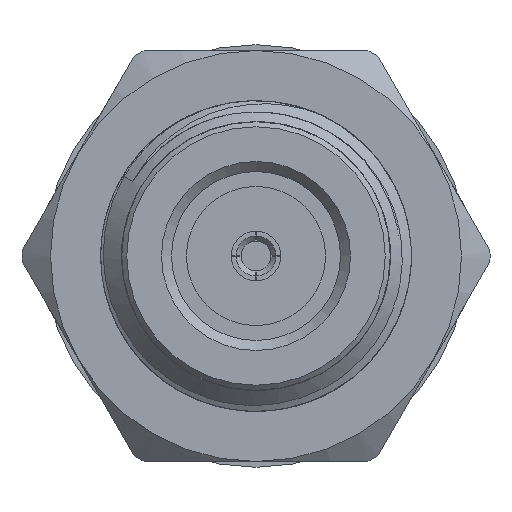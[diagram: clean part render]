
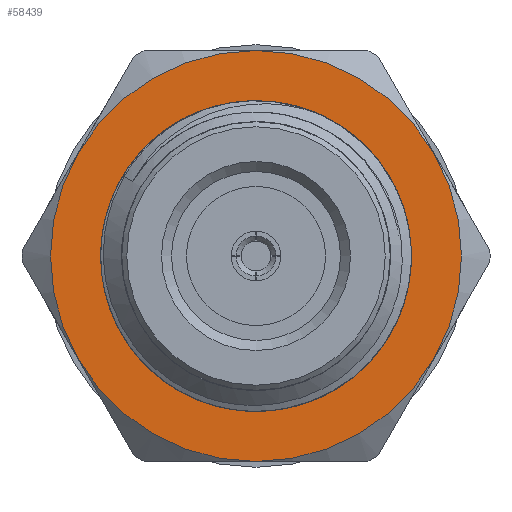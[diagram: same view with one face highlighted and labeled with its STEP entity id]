
A CAD part, left-side view. The second image highlights one B-rep face of the part: STEP entity #58439.
In plain terms, the highlighted planar face has unit normal (-1, 0, 0).
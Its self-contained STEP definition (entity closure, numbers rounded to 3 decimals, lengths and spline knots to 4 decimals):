
#787 = EDGE_CURVE ( 'NONE', #60296, #52246, #54018, .T. ) ;
#1072 = CARTESIAN_POINT ( 'NONE',  ( 0.4921, 0., 0. ) ) ;
#3214 = EDGE_CURVE ( 'NONE', #56423, #61217, #32412, .T. ) ;
#5152 = DIRECTION ( 'NONE',  ( 0., -1., 0. ) ) ;
#5600 = EDGE_CURVE ( 'NONE', #61217, #19836, #65906, .T. ) ;
#6957 = CARTESIAN_POINT ( 'NONE',  ( 0.4921, 0., 0. ) ) ;
#7047 = EDGE_LOOP ( 'NONE', ( #57046 ) ) ;
#10243 = FACE_OUTER_BOUND ( 'NONE', #37281, .T. ) ;
#10473 = ORIENTED_EDGE ( 'NONE', *, *, #24922, .T. ) ;
#13347 = CIRCLE ( 'NONE', #58424, 0.4134 ) ;
#15121 = DIRECTION ( 'NONE',  ( 0., 1., 0. ) ) ;
#15840 = DIRECTION ( 'NONE',  ( 0., -1., 0. ) ) ;
#17461 = DIRECTION ( 'NONE',  ( 0., -1., 0. ) ) ;
#19821 = CARTESIAN_POINT ( 'NONE',  ( 0.4921, 0.358, -0.2067 ) ) ;
#19836 = VERTEX_POINT ( 'NONE', #21462 ) ;
#21462 = CARTESIAN_POINT ( 'NONE',  ( 0.4921, 0.358, 0.2067 ) ) ;
#21901 = DIRECTION ( 'NONE',  ( -1., 0., 0. ) ) ;
#22295 = CARTESIAN_POINT ( 'NONE',  ( 0.4921, 0., 0. ) ) ;
#23505 = CARTESIAN_POINT ( 'NONE',  ( 0.4921, 0., 0. ) ) ;
#24497 = CARTESIAN_POINT ( 'NONE',  ( 0.4921, 0., 0.4134 ) ) ;
#24922 = EDGE_CURVE ( 'NONE', #19836, #60296, #13347, .T. ) ;
#28029 = PLANE ( 'NONE',  #67332 ) ;
#31152 = AXIS2_PLACEMENT_3D ( 'NONE', #23505, #78371, #59827 ) ;
#31761 = CARTESIAN_POINT ( 'NONE',  ( 0.4921, 0., 0. ) ) ;
#32019 = VERTEX_POINT ( 'NONE', #58754 ) ;
#32412 = CIRCLE ( 'NONE', #31152, 0.4134 ) ;
#34375 = AXIS2_PLACEMENT_3D ( 'NONE', #22295, #21901, #15840 ) ;
#35065 = VERTEX_POINT ( 'NONE', #54019 ) ;
#35816 = AXIS2_PLACEMENT_3D ( 'NONE', #1072, #56743, #49904 ) ;
#37229 = DIRECTION ( 'NONE',  ( -1., 0., 0. ) ) ;
#37281 = EDGE_LOOP ( 'NONE', ( #63278, #10473, #65856, #49309, #51358, #53452 ) ) ;
#39006 = CIRCLE ( 'NONE', #42858, 0.4134 ) ;
#41826 = EDGE_CURVE ( 'NONE', #35065, #35065, #59178, .T. ) ;
#42858 = AXIS2_PLACEMENT_3D ( 'NONE', #31761, #56354, #49103 ) ;
#46174 = CARTESIAN_POINT ( 'NONE',  ( 0.4921, 0., 0. ) ) ;
#46858 = AXIS2_PLACEMENT_3D ( 'NONE', #48334, #72545, #5152 ) ;
#48223 = DIRECTION ( 'NONE',  ( 0., 1., 0. ) ) ;
#48334 = CARTESIAN_POINT ( 'NONE',  ( 0.4921, 0., 0. ) ) ;
#49103 = DIRECTION ( 'NONE',  ( 0., -1., 0. ) ) ;
#49309 = ORIENTED_EDGE ( 'NONE', *, *, #76177, .T. ) ;
#49904 = DIRECTION ( 'NONE',  ( 0., -1., 0. ) ) ;
#51358 = ORIENTED_EDGE ( 'NONE', *, *, #65985, .T. ) ;
#52246 = VERTEX_POINT ( 'NONE', #54630 ) ;
#53413 = DIRECTION ( 'NONE',  ( 1., 0., 0. ) ) ;
#53452 = ORIENTED_EDGE ( 'NONE', *, *, #3214, .T. ) ;
#54018 = CIRCLE ( 'NONE', #34375, 0.4134 ) ;
#54019 = CARTESIAN_POINT ( 'NONE',  ( 0.4921, 0.3125, 0. ) ) ;
#54630 = CARTESIAN_POINT ( 'NONE',  ( 0.4921, 0., -0.4134 ) ) ;
#55314 = AXIS2_PLACEMENT_3D ( 'NONE', #65978, #79686, #48223 ) ;
#56354 = DIRECTION ( 'NONE',  ( -1., 0., 0. ) ) ;
#56423 = VERTEX_POINT ( 'NONE', #62480 ) ;
#56446 = CIRCLE ( 'NONE', #35816, 0.4134 ) ;
#56743 = DIRECTION ( 'NONE',  ( -1., 0., 0. ) ) ;
#57046 = ORIENTED_EDGE ( 'NONE', *, *, #41826, .T. ) ;
#58424 = AXIS2_PLACEMENT_3D ( 'NONE', #6957, #37229, #17461 ) ;
#58439 = ADVANCED_FACE ( 'NONE', ( #65526, #10243 ), #28029, .F. ) ;
#58754 = CARTESIAN_POINT ( 'NONE',  ( 0.4921, -0.358, -0.2067 ) ) ;
#59178 = CIRCLE ( 'NONE', #55314, 0.3125 ) ;
#59827 = DIRECTION ( 'NONE',  ( 0., -1., 0. ) ) ;
#60296 = VERTEX_POINT ( 'NONE', #19821 ) ;
#61217 = VERTEX_POINT ( 'NONE', #24497 ) ;
#62480 = CARTESIAN_POINT ( 'NONE',  ( 0.4921, -0.358, 0.2067 ) ) ;
#63278 = ORIENTED_EDGE ( 'NONE', *, *, #5600, .T. ) ;
#65526 = FACE_BOUND ( 'NONE', #7047, .T. ) ;
#65856 = ORIENTED_EDGE ( 'NONE', *, *, #787, .T. ) ;
#65906 = CIRCLE ( 'NONE', #46858, 0.4134 ) ;
#65978 = CARTESIAN_POINT ( 'NONE',  ( 0.4921, 0., 0. ) ) ;
#65985 = EDGE_CURVE ( 'NONE', #32019, #56423, #56446, .T. ) ;
#67332 = AXIS2_PLACEMENT_3D ( 'NONE', #46174, #53413, #15121 ) ;
#72545 = DIRECTION ( 'NONE',  ( -1., 0., 0. ) ) ;
#76177 = EDGE_CURVE ( 'NONE', #52246, #32019, #39006, .T. ) ;
#78371 = DIRECTION ( 'NONE',  ( -1., 0., 0. ) ) ;
#79686 = DIRECTION ( 'NONE',  ( 1., 0., 0. ) ) ;
